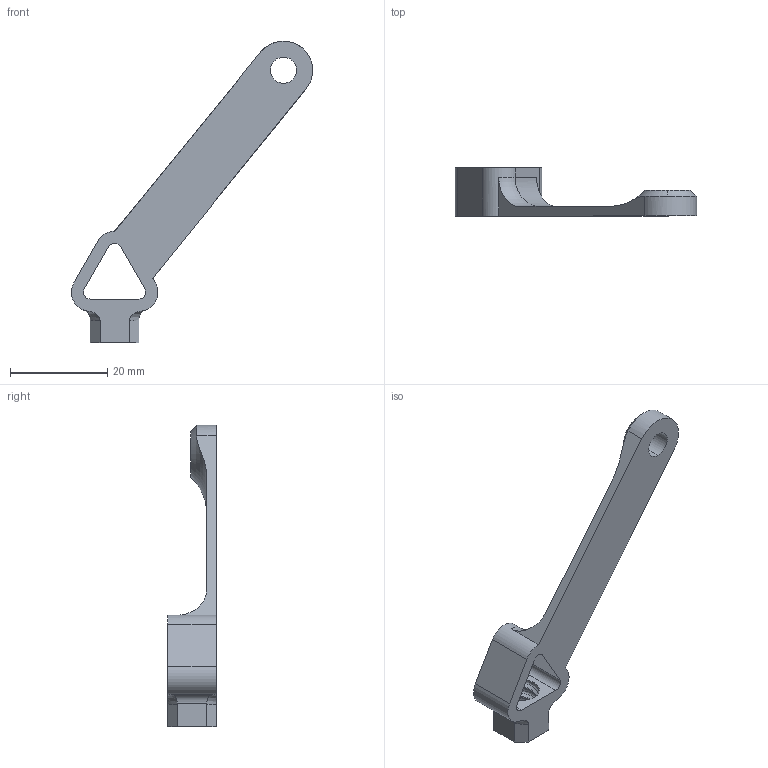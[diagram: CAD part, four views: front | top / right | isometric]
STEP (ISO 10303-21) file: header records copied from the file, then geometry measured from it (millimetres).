
FILE_DESCRIPTION (( 'STEP AP203' ), '1' );
FILE_NAME ('LightFilter_Arm.STEP', '2018-03-11T19:10:24', ( '' ), ( '' ), 'SwSTEP 2.0', 'SolidWorks 2014', '' );
FILE_SCHEMA (( 'CONFIG_CONTROL_DESIGN' ));
Length unit declared in the file: millimetre
Products named in the file (1): LightFilter_Arm
Bounding box: 49.65 x 10 x 62.07 mm (x, y, z)
Volume: 3054.3 mm3; surface area: 3148.6 mm2
Topology: 1 solids, 1 shells, 59 faces, 167 edges, 111 vertices
Faces by surface type: cylinder 23, plane 20, bspline 9, cone 4, torus 3
Entity records: 7897 total; most frequent: CARTESIAN_POINT 6399, ORIENTED_EDGE 334, DIRECTION 247, EDGE_CURVE 167, VERTEX_POINT 111, AXIS2_PLACEMENT_3D 90, LINE 67, VECTOR 67
